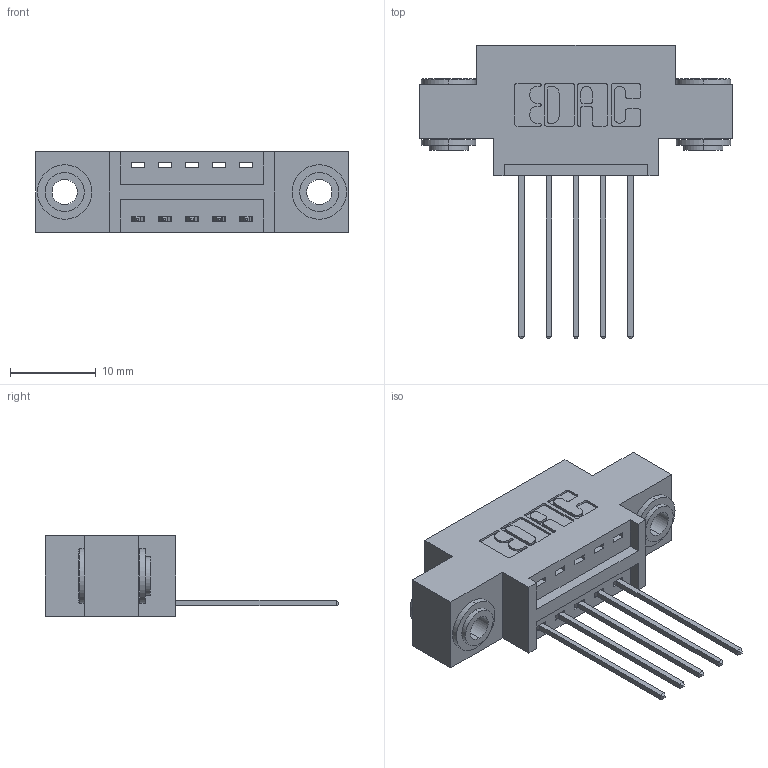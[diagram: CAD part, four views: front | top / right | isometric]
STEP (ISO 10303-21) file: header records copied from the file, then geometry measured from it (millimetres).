
FILE_DESCRIPTION (( 'STEP AP203' ), '1' );
FILE_NAME ('346-005-541-603.STEP', '2018-08-17T02:29:15', ( '' ), ( '' ), 'SwSTEP 2.0', 'SolidWorks 2016', '' );
FILE_SCHEMA (( 'CONFIG_CONTROL_DESIGN' ));
Length unit declared in the file: inch
Products named in the file (4): 346 Part_0.170 Offset - 0.156 Dia-TH; 345-292-001_345-293-141; 345-250-002_345-250-002-102; 346-005-541-603
Assembly tree (8 placements, depth 2):
  346-005-541-603
    346 Part_0.170 Offset - 0.156 Dia-TH
    345-292-001_345-293-141  x5
    345-250-002_345-250-002-102  x2
Bounding box: 36.45 x 34.29 x 9.4 mm (x, y, z)
Volume: 3115.3 mm3; surface area: 3972.6 mm2
Topology: 8 solids, 8 shells, 454 faces, 1297 edges, 854 vertices
Faces by surface type: plane 290, cylinder 156, cone 8
Entity records: 8884 total; most frequent: CARTESIAN_POINT 1514, ORIENTED_EDGE 1446, DIRECTION 1411, EDGE_CURVE 723, LINE 547, VECTOR 547, VERTEX_POINT 478, AXIS2_PLACEMENT_3D 432
